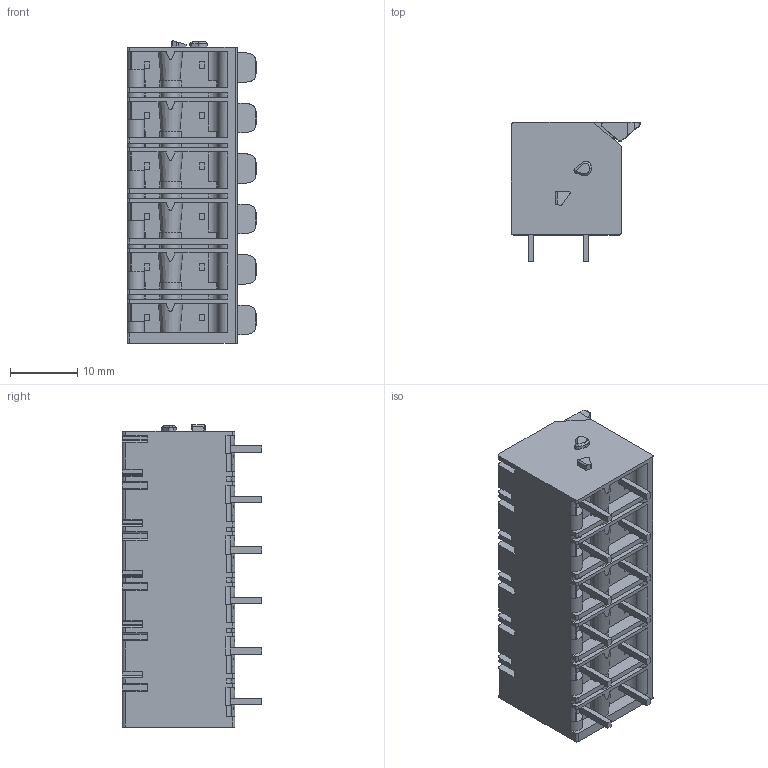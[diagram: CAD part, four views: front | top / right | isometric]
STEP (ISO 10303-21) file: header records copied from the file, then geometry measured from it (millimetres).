
FILE_DESCRIPTION( ( 'STEP AP214' ), '1' );
FILE_NAME( '2604-1306.stp', '2019-02-01T10:36:24', ( '' ), ( '' ), ' ', 'PARTsolutions', ' ' );
FILE_SCHEMA( ( 'AUTOMOTIVE_DESIGN { 1 0 10303 214 1 1 1 1 }' ) );
Length unit declared in the file: millimetre
Products named in the file (1): _2604-1306
Bounding box: 19.2 x 20.7 x 44.9 mm (x, y, z)
Volume: 10388.2 mm3; surface area: 5965 mm2
Topology: 1 solids, 1 shells, 804 faces, 2192 edges, 1416 vertices
Faces by surface type: plane 438, cylinder 297, cone 69
Entity records: 32080 total; most frequent: CARTESIAN_POINT 4859, DIRECTION 4388, ORIENTED_EDGE 4384, EDGE_CURVE 2192, LINE 1470, VECTOR 1470, AXIS2_PLACEMENT_3D 1459, VERTEX_POINT 1416
